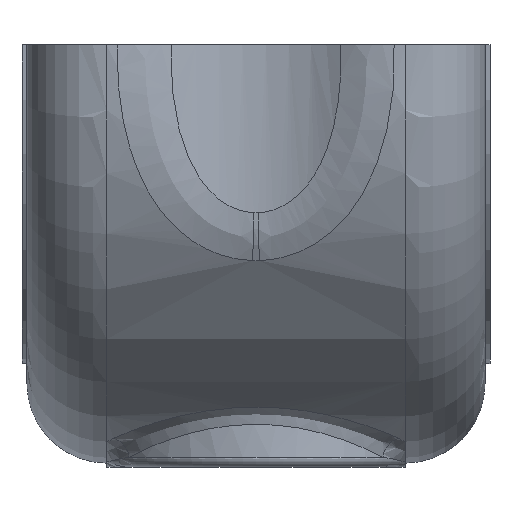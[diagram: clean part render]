
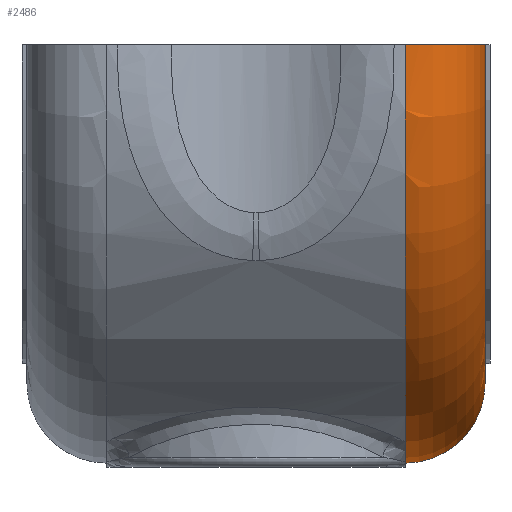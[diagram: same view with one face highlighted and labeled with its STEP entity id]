
A CAD part, left-side view. The second image highlights one B-rep face of the part: STEP entity #2486.
In plain terms, the highlighted toroidal (fillet/blend) face has major radius 170 mm and minor radius 40 mm.
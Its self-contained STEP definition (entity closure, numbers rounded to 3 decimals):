
#65 = CARTESIAN_POINT ( 'NONE',  ( 0., -75., 0. ) ) ;
#99 = AXIS2_PLACEMENT_3D ( 'NONE', #229, #1669, #349 ) ;
#115 = DIRECTION ( 'NONE',  ( 0., 0., 1. ) ) ;
#229 = CARTESIAN_POINT ( 'NONE',  ( 170., -75., 0. ) ) ;
#235 = EDGE_CURVE ( 'NONE', #756, #1511, #538, .T. ) ;
#237 = CARTESIAN_POINT ( 'NONE',  ( -170., -115., 0. ) ) ;
#264 = ORIENTED_EDGE ( 'NONE', *, *, #235, .F. ) ;
#349 = DIRECTION ( 'NONE',  ( -1., 0., 0. ) ) ;
#433 = VERTEX_POINT ( 'NONE', #2955 ) ;
#463 = CARTESIAN_POINT ( 'NONE',  ( 0., -115., 0. ) ) ;
#538 = CIRCLE ( 'NONE', #585, 170. ) ;
#585 = AXIS2_PLACEMENT_3D ( 'NONE', #463, #3557, #3618 ) ;
#597 = CIRCLE ( 'NONE', #1148, 40. ) ;
#697 = ORIENTED_EDGE ( 'NONE', *, *, #2983, .F. ) ;
#752 = DIRECTION ( 'NONE',  ( 0., 0., 1. ) ) ;
#756 = VERTEX_POINT ( 'NONE', #237 ) ;
#762 = CIRCLE ( 'NONE', #2647, 210. ) ;
#820 = VERTEX_POINT ( 'NONE', #1946 ) ;
#869 = TOROIDAL_SURFACE ( 'NONE', #2593, 170., 40. ) ;
#928 = DIRECTION ( 'NONE',  ( 0., 1., 0. ) ) ;
#1146 = CARTESIAN_POINT ( 'NONE',  ( 0., -75., 0. ) ) ;
#1148 = AXIS2_PLACEMENT_3D ( 'NONE', #3399, #115, #2219 ) ;
#1162 = EDGE_LOOP ( 'NONE', ( #2677, #264, #697, #1757, #2557, #1588 ) ) ;
#1320 = CIRCLE ( 'NONE', #99, 40. ) ;
#1330 = DIRECTION ( 'NONE',  ( 0., 1., 0. ) ) ;
#1411 = VERTEX_POINT ( 'NONE', #1875 ) ;
#1511 = VERTEX_POINT ( 'NONE', #2585 ) ;
#1556 = CIRCLE ( 'NONE', #3522, 210. ) ;
#1588 = ORIENTED_EDGE ( 'NONE', *, *, #3673, .F. ) ;
#1651 = EDGE_CURVE ( 'NONE', #433, #2806, #762, .T. ) ;
#1669 = DIRECTION ( 'NONE',  ( 0., 0., 1. ) ) ;
#1757 = ORIENTED_EDGE ( 'NONE', *, *, #1651, .F. ) ;
#1851 = AXIS2_PLACEMENT_3D ( 'NONE', #2605, #1330, #752 ) ;
#1875 = CARTESIAN_POINT ( 'NONE',  ( 210., -75., 0. ) ) ;
#1946 = CARTESIAN_POINT ( 'NONE',  ( 66.41, -75., -199.223 ) ) ;
#2112 = EDGE_CURVE ( 'NONE', #1511, #1411, #1320, .T. ) ;
#2219 = DIRECTION ( 'NONE',  ( -1., 0., 0. ) ) ;
#2329 = DIRECTION ( 'NONE',  ( 0., 1., 0. ) ) ;
#2408 = DIRECTION ( 'NONE',  ( 0., 0., 1. ) ) ;
#2486 = ADVANCED_FACE ( 'NONE', ( #3091 ), #869, .T. ) ;
#2557 = ORIENTED_EDGE ( 'NONE', *, *, #2836, .T. ) ;
#2585 = CARTESIAN_POINT ( 'NONE',  ( 170., -115., 0. ) ) ;
#2592 = CIRCLE ( 'NONE', #1851, 210. ) ;
#2593 = AXIS2_PLACEMENT_3D ( 'NONE', #65, #928, #2408 ) ;
#2605 = CARTESIAN_POINT ( 'NONE',  ( 0., -75., 0. ) ) ;
#2647 = AXIS2_PLACEMENT_3D ( 'NONE', #1146, #2329, #3498 ) ;
#2651 = CARTESIAN_POINT ( 'NONE',  ( -210., -75., 0. ) ) ;
#2677 = ORIENTED_EDGE ( 'NONE', *, *, #2112, .F. ) ;
#2806 = VERTEX_POINT ( 'NONE', #2651 ) ;
#2836 = EDGE_CURVE ( 'NONE', #433, #820, #1556, .T. ) ;
#2955 = CARTESIAN_POINT ( 'NONE',  ( -66.41, -75., -199.223 ) ) ;
#2983 = EDGE_CURVE ( 'NONE', #2806, #756, #597, .T. ) ;
#3091 = FACE_OUTER_BOUND ( 'NONE', #1162, .T. ) ;
#3145 = DIRECTION ( 'NONE',  ( -1., 0., 0. ) ) ;
#3210 = CARTESIAN_POINT ( 'NONE',  ( 0., -75., 0. ) ) ;
#3399 = CARTESIAN_POINT ( 'NONE',  ( -170., -75., 0. ) ) ;
#3498 = DIRECTION ( 'NONE',  ( 0., 0., 1. ) ) ;
#3505 = DIRECTION ( 'NONE',  ( 0., -1., 0. ) ) ;
#3522 = AXIS2_PLACEMENT_3D ( 'NONE', #3210, #3505, #3145 ) ;
#3557 = DIRECTION ( 'NONE',  ( 0., -1., 0. ) ) ;
#3618 = DIRECTION ( 'NONE',  ( 0., 0., 1. ) ) ;
#3673 = EDGE_CURVE ( 'NONE', #1411, #820, #2592, .T. ) ;
